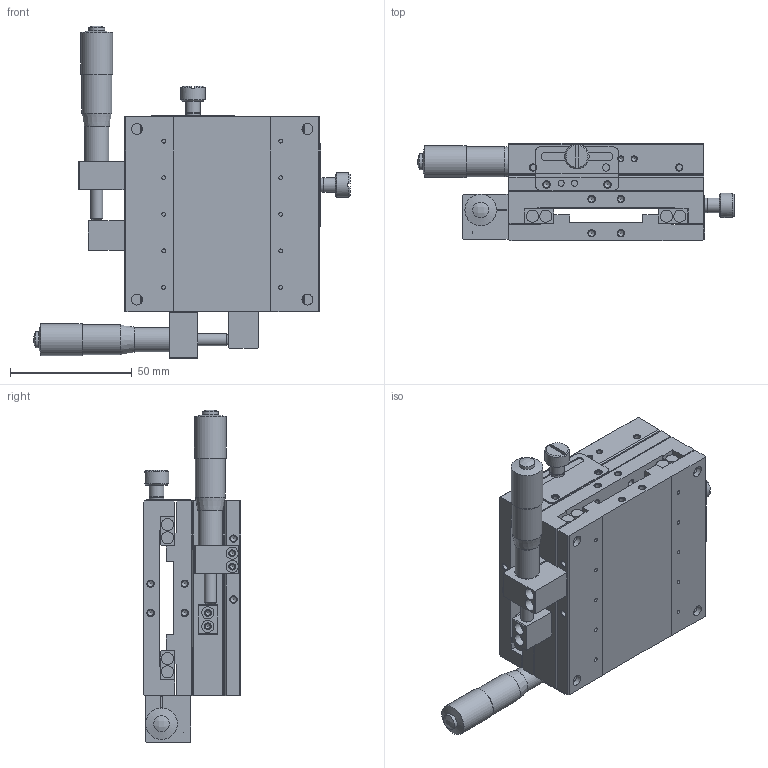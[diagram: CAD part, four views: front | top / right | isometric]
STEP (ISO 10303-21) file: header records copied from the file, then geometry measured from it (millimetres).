
FILE_DESCRIPTION (( 'STEP AP203' ), '1' );
FILE_NAME ('516352.STEP', '2022-11-01T10:06:15', ( '' ), ( '' ), 'SwSTEP 2.0', 'SolidWorks 2020', '' );
FILE_SCHEMA (( 'CONFIG_CONTROL_DESIGN' ));
Length unit declared in the file: millimetre
Products named in the file (1): 516352
Bounding box: 129.8 x 40 x 136.3 mm (x, y, z)
Volume: 229936.9 mm3; surface area: 95595.4 mm2
Topology: 6 solids, 12 shells, 842 faces, 2002 edges, 1288 vertices
Faces by surface type: plane 336, cylinder 284, cone 218, bspline 4
Full cylindrical faces by diameter (mm): 1.567 x20, 2.013 x16, 2.459 x72, 2.8 x8, 3 x2, 3.2 x24, 3.242 x26, 3.5 x2, 4.4 x20, 4.5 x8, 5 x26, 6 x26, 6.5 x2, 8 x8, 9.5 x2, 10 x4, 12.3 x2, 13 x2
Entity records: 20357 total; most frequent: DIRECTION 3668, CARTESIAN_POINT 3385, ORIENTED_EDGE 2628, AXIS2_PLACEMENT_3D 1543, EDGE_LOOP 1538, EDGE_CURVE 1314, FACE_OUTER_BOUND 1112, VERTEX_POINT 1084
